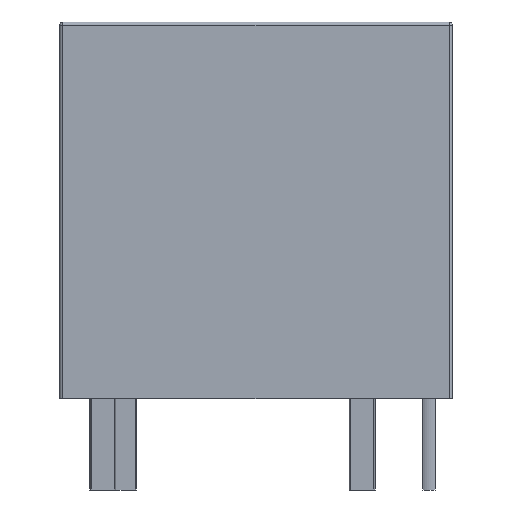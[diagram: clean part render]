
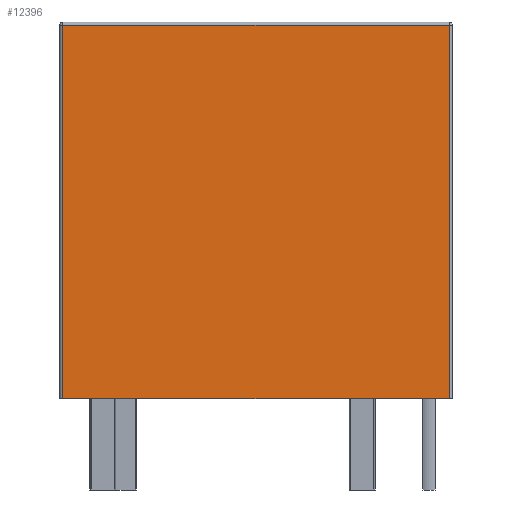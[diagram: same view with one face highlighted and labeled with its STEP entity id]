
A CAD part, front view. The second image highlights one B-rep face of the part: STEP entity #12396.
In plain terms, the highlighted planar face has unit normal (0, -1, 0).
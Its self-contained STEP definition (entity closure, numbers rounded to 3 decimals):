
#905=ORIENTED_EDGE('',*,*,#3183,.T.);
#906=ORIENTED_EDGE('',*,*,#3426,.T.);
#907=ORIENTED_EDGE('',*,*,#3427,.T.);
#908=ORIENTED_EDGE('',*,*,#3428,.T.);
#3183=EDGE_CURVE('',#4443,#4442,#5290,.T.);
#3426=EDGE_CURVE('',#4442,#4675,#5485,.F.);
#3427=EDGE_CURVE('',#4675,#4676,#5486,.F.);
#3428=EDGE_CURVE('',#4676,#4443,#5487,.T.);
#4442=VERTEX_POINT('',#15458);
#4443=VERTEX_POINT('',#15460);
#4675=VERTEX_POINT('',#16841);
#4676=VERTEX_POINT('',#16843);
#5290=LINE('',#15459,#6156);
#5485=LINE('',#16840,#6351);
#5486=LINE('',#16842,#6352);
#5487=LINE('',#16844,#6353);
#6156=VECTOR('',#13558,1000.);
#6351=VECTOR('',#13793,1000.);
#6352=VECTOR('',#13794,1000.);
#6353=VECTOR('',#13795,1000.);
#7031=EDGE_LOOP('',(#905,#906,#907,#908));
#7653=FACE_BOUND('',#7031,.T.);
#8218=PLANE('',#12986);
#12396=ADVANCED_FACE('',(#7653),#8218,.F.);
#12986=AXIS2_PLACEMENT_3D('',#16839,#13791,#13792);
#13558=DIRECTION('',(1.,0.,0.));
#13791=DIRECTION('',(0.,1.,0.));
#13792=DIRECTION('',(-1.,0.,0.));
#13793=DIRECTION('',(0.,0.,-1.));
#13794=DIRECTION('',(1.,0.,0.));
#13795=DIRECTION('',(0.,0.,-1.));
#15458=CARTESIAN_POINT('',(7.658,-5.994,0.));
#15459=CARTESIAN_POINT('',(-7.785,-5.994,0.));
#15460=CARTESIAN_POINT('',(-7.658,-5.994,0.));
#16839=CARTESIAN_POINT('',(-7.785,-5.994,14.935));
#16840=CARTESIAN_POINT('',(7.658,-5.994,14.935));
#16841=CARTESIAN_POINT('',(7.658,-5.994,14.808));
#16842=CARTESIAN_POINT('',(-7.785,-5.994,14.808));
#16843=CARTESIAN_POINT('',(-7.658,-5.994,14.808));
#16844=CARTESIAN_POINT('',(-7.658,-5.994,14.935));
